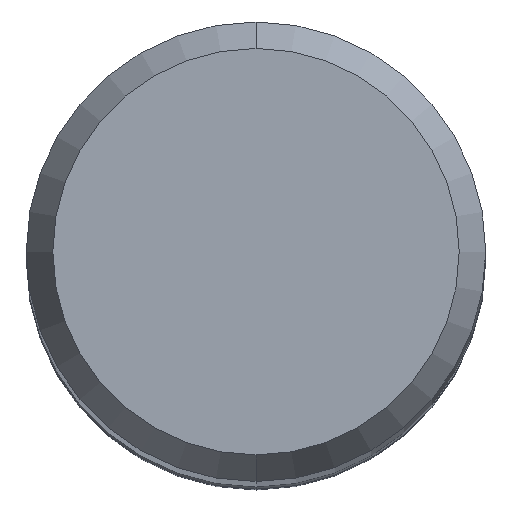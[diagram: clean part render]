
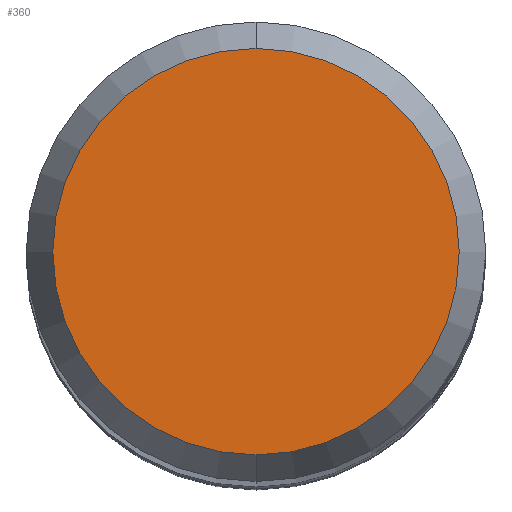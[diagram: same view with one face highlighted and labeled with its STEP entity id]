
A CAD part, top view. The second image highlights one B-rep face of the part: STEP entity #360.
In plain terms, the highlighted planar face has unit normal (0, 0, 1).
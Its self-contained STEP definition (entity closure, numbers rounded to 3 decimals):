
#154=EDGE_CURVE('',#210,#268,#403,.T.);
#210=VERTEX_POINT('',#466);
#236=EDGE_CURVE('',#268,#210,#494,.T.);
#268=VERTEX_POINT('',#529);
#360=ADVANCED_FACE('',(#638),#639,.T.);
#403=CIRCLE('',#677,3.538);
#466=CARTESIAN_POINT('',(0.,-3.538,0.0));
#494=CIRCLE('',#796,3.538);
#529=CARTESIAN_POINT('',(0.0,3.538,0.0));
#638=FACE_OUTER_BOUND('',#982,.T.);
#639=PLANE('',#983);
#677=AXIS2_PLACEMENT_3D('',#1009,#1010,#1011);
#796=AXIS2_PLACEMENT_3D('',#1118,#1119,#1120);
#982=EDGE_LOOP('',(#1318,#1319));
#983=AXIS2_PLACEMENT_3D('',#1320,#1321,#1322);
#1009=CARTESIAN_POINT('',(0.0,0.0,0.0));
#1010=DIRECTION('',(0.0,0.0,-1.0));
#1011=DIRECTION('',(0.0,1.0,0.0));
#1118=CARTESIAN_POINT('',(0.0,0.0,0.0));
#1119=DIRECTION('',(0.0,0.0,-1.0));
#1120=DIRECTION('',(0.0,1.0,0.0));
#1318=ORIENTED_EDGE('',*,*,#236,.F.);
#1319=ORIENTED_EDGE('',*,*,#154,.F.);
#1320=CARTESIAN_POINT('',(0.0,1.769,0.0));
#1321=DIRECTION('',(-0.0,0.0,1.0));
#1322=DIRECTION('',(0.0,-1.0,0.0));
